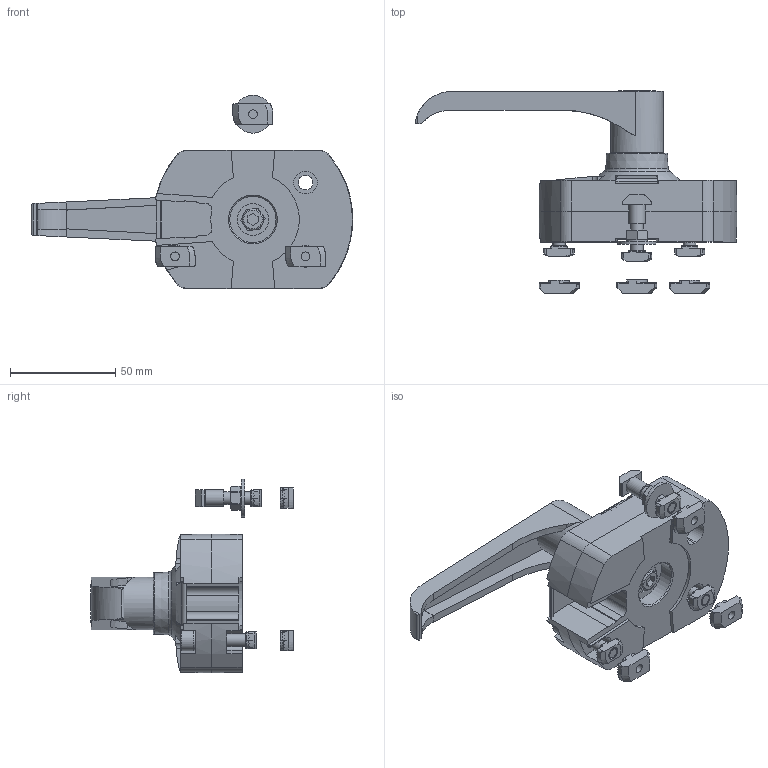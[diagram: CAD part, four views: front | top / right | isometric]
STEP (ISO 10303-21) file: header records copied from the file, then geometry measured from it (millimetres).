
FILE_DESCRIPTION(/* description */ (''),/* implementation_level */ '2;1');
FILE_NAME(/* name */ '1025813.stp',/* time_stamp */ '2024-07-23T15:56:52+02:00',/* author */ ('Bo'),/* organization */ (''),/* preprocessor_version */ 'ST-DEVELOPER v20',/* originating_system */ 'Autodesk Inventor 2025',/* authorisation */ ' ');
FILE_SCHEMA (('AUTOMOTIVE_DESIGN { 1 0 10303 214 3 1 1 }'));
Length unit declared in the file: millimetre
Products named in the file (11): 1025813; 1025813-1; 1025813-2; 1025813-3; 1025813-4; 1025813-5; 1025813-6; 1025813-7; 1025813-8; 1025813-9; 1025813-10
Assembly tree (10 placements, depth 2):
  1025813
    1025813-1
    1025813-2
    1025813-3
    1025813-4
    1025813-5
    1025813-6
    1025813-7
    1025813-8
    1025813-9
    1025813-10
Bounding box: 152.69 x 96.2 x 91.91 mm (x, y, z)
Volume: 177732.1 mm3; surface area: 47545.9 mm2
Topology: 10 solids, 11 shells, 719 faces, 1918 edges, 1252 vertices
Faces by surface type: plane 483, cylinder 167, bspline 26, torus 25, cone 17, sphere 1
Full cylindrical faces by diameter (mm): 4.134 x3, 4.917 x3, 6 x5, 6.4 x2, 6.9 x3, 7.8 x1, 9.8 x2, 10 x4, 12.5 x1, 15 x2, 15.1 x1, 18 x1, 22 x2, 25 x1
Entity records: 24301 total; most frequent: CARTESIAN_POINT 5152, DIRECTION 3903, ORIENTED_EDGE 3834, EDGE_CURVE 1917, AXIS2_PLACEMENT_3D 1374, VERTEX_POINT 1252, LINE 1155, VECTOR 1155
